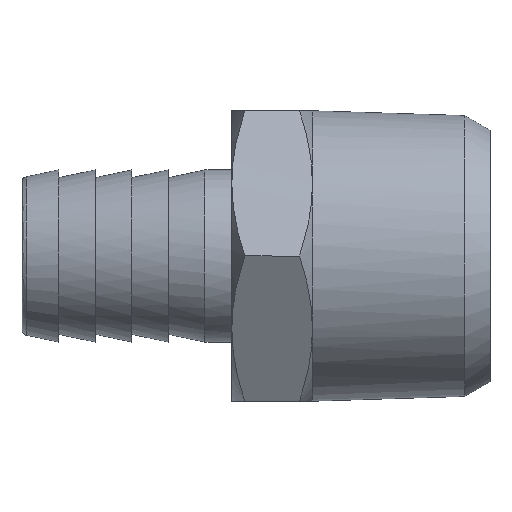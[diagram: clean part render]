
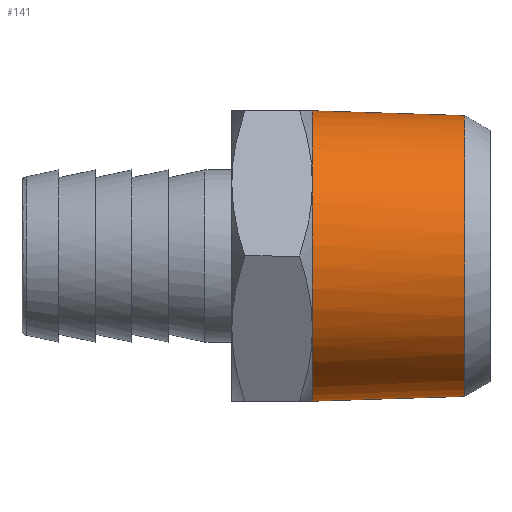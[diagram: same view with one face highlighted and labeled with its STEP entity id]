
A CAD part, left-side view. The second image highlights one B-rep face of the part: STEP entity #141.
In plain terms, the highlighted free-form (B-spline) face has degree [1, 3] with [2, 4] control points.
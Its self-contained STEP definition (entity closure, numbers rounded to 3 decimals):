
#62 = CARTESIAN_POINT ( 'NONE',  ( -9.221, 16.5, -11.029 ) ) ;
#78 = EDGE_CURVE ( 'NONE', #1723, #1641, #717, .T. ) ;
#84 = CARTESIAN_POINT ( 'NONE',  ( 0., 16.5, -13.496 ) ) ;
#124 = CARTESIAN_POINT ( 'NONE',  ( -26.1, 2.338, 13.05 ) ) ;
#130 = ORIENTED_EDGE ( 'NONE', *, *, #377, .F. ) ;
#141 = ADVANCED_FACE ( 'NONE', ( #873 ), #1018, .F. ) ;
#200 = ORIENTED_EDGE ( 'NONE', *, *, #1511, .T. ) ;
#340 = CARTESIAN_POINT ( 'NONE',  ( -26.1, 2.338, 13.05 ) ) ;
#348 =( BOUNDED_CURVE ( )  B_SPLINE_CURVE ( 3, ( #773, #2487, #557, #2063 ),
 .UNSPECIFIED., .F., .F. ) 
 B_SPLINE_CURVE_WITH_KNOTS ( ( 4, 4 ),
 ( -1.047, 0. ),
 .UNSPECIFIED. ) 
 CURVE ( )  GEOMETRIC_REPRESENTATION_ITEM ( )  RATIONAL_B_SPLINE_CURVE ( ( 1., 0.911, 0.911, 1. ) ) 
 REPRESENTATION_ITEM ( '' )  );
#377 = EDGE_CURVE ( 'NONE', #2574, #973, #348, .T. ) ;
#446 = ORIENTED_EDGE ( 'NONE', *, *, #1361, .F. ) ;
#457 = CARTESIAN_POINT ( 'NONE',  ( 0., 2.338, -13.05 ) ) ;
#486 = CARTESIAN_POINT ( 'NONE',  ( -11.688, 16.5, -6.748 ) ) ;
#551 = CARTESIAN_POINT ( 'NONE',  ( -26.985, 16.5, -13.493 ) ) ;
#557 = CARTESIAN_POINT ( 'NONE',  ( -4.941, 16.5, 13.5 ) ) ;
#559 = CARTESIAN_POINT ( 'NONE',  ( 0., 2.338, -13.05 ) ) ;
#590 = CARTESIAN_POINT ( 'NONE',  ( -11.688, 16.5, -6.748 ) ) ;
#691 = CARTESIAN_POINT ( 'NONE',  ( -11.688, 16.5, -6.748 ) ) ;
#712 = CARTESIAN_POINT ( 'NONE',  ( -4.941, 16.5, -13.5 ) ) ;
#717 =( BOUNDED_CURVE ( )  B_SPLINE_CURVE ( 3, ( #84, #712, #62, #486 ),
 .UNSPECIFIED., .F., .T. ) 
 B_SPLINE_CURVE_WITH_KNOTS ( ( 4, 4 ),
 ( -1.047, 0. ),
 .UNSPECIFIED. ) 
 CURVE ( )  GEOMETRIC_REPRESENTATION_ITEM ( )  RATIONAL_B_SPLINE_CURVE ( ( 1., 0.911, 0.911, 1. ) ) 
 REPRESENTATION_ITEM ( '' )  );
#763 = CARTESIAN_POINT ( 'NONE',  ( 0., 2.338, -13.05 ) ) ;
#773 = CARTESIAN_POINT ( 'NONE',  ( -11.688, 16.5, 6.748 ) ) ;
#859 = B_SPLINE_CURVE_WITH_KNOTS ( 'NONE', 1,
 ( #2015, #559 ),
 .UNSPECIFIED., .F., .F.,
 ( 2, 2 ),
 ( -1., 0. ),
 .UNSPECIFIED. ) ;
#873 = FACE_OUTER_BOUND ( 'NONE', #2784, .T. ) ;
#973 = VERTEX_POINT ( 'NONE', #2070 ) ;
#1013 = ORIENTED_EDGE ( 'NONE', *, *, #2657, .T. ) ;
#1018 =( BOUNDED_SURFACE ( )  B_SPLINE_SURFACE ( 1, 3, ( 
 ( #763, #1632, #124, #1865 ),
 ( #2090, #551, #1386, #1622 ) ),
 .UNSPECIFIED., .F., .F., .F. ) 
 B_SPLINE_SURFACE_WITH_KNOTS ( ( 2, 2 ),
 ( 4, 4 ),
 ( 0., 1. ),
 ( 0., 1. ),
 .UNSPECIFIED. ) 
 GEOMETRIC_REPRESENTATION_ITEM ( )  RATIONAL_B_SPLINE_SURFACE ( (
 ( 1., 0.333, 0.333, 1.),
 ( 1., 0.333, 0.333, 1.) ) ) 
 REPRESENTATION_ITEM ( '' )  SURFACE ( )  );
#1081 = VERTEX_POINT ( 'NONE', #457 ) ;
#1179 = CARTESIAN_POINT ( 'NONE',  ( -26.1, 2.338, -13.05 ) ) ;
#1276 = B_SPLINE_CURVE_WITH_KNOTS ( 'NONE', 1,
 ( #2649, #1306 ),
 .UNSPECIFIED., .F., .F.,
 ( 2, 2 ),
 ( -1., 0. ),
 .UNSPECIFIED. ) ;
#1306 = CARTESIAN_POINT ( 'NONE',  ( 0., 16.5, 13.496 ) ) ;
#1361 = EDGE_CURVE ( 'NONE', #1641, #2574, #1635, .T. ) ;
#1386 = CARTESIAN_POINT ( 'NONE',  ( -26.985, 16.5, 13.493 ) ) ;
#1405 = CARTESIAN_POINT ( 'NONE',  ( 0., 2.338, -13.05 ) ) ;
#1499 =( BOUNDED_CURVE ( )  B_SPLINE_CURVE ( 3, ( #1405, #1179, #340, #2325 ),
 .UNSPECIFIED., .F., .F. ) 
 B_SPLINE_CURVE_WITH_KNOTS ( ( 4, 4 ),
 ( -3.142, 0. ),
 .UNSPECIFIED. ) 
 CURVE ( )  GEOMETRIC_REPRESENTATION_ITEM ( )  RATIONAL_B_SPLINE_CURVE ( ( 1., 0.333, 0.333, 1. ) ) 
 REPRESENTATION_ITEM ( '' )  );
#1511 = EDGE_CURVE ( 'NONE', #1723, #1081, #859, .T. ) ;
#1622 = CARTESIAN_POINT ( 'NONE',  ( 0., 16.5, 13.493 ) ) ;
#1632 = CARTESIAN_POINT ( 'NONE',  ( -26.1, 2.338, -13.05 ) ) ;
#1635 =( BOUNDED_CURVE ( )  B_SPLINE_CURVE ( 3, ( #590, #2111, #2523, #2317 ),
 .UNSPECIFIED., .F., .F. ) 
 B_SPLINE_CURVE_WITH_KNOTS ( ( 4, 4 ),
 ( -1.047, 0. ),
 .UNSPECIFIED. ) 
 CURVE ( )  GEOMETRIC_REPRESENTATION_ITEM ( )  RATIONAL_B_SPLINE_CURVE ( ( 1., 0.911, 0.911, 1. ) ) 
 REPRESENTATION_ITEM ( '' )  );
#1641 = VERTEX_POINT ( 'NONE', #691 ) ;
#1654 = EDGE_CURVE ( 'NONE', #1932, #973, #1276, .T. ) ;
#1723 = VERTEX_POINT ( 'NONE', #2630 ) ;
#1853 = ORIENTED_EDGE ( 'NONE', *, *, #1654, .T. ) ;
#1865 = CARTESIAN_POINT ( 'NONE',  ( 0., 2.338, 13.05 ) ) ;
#1932 = VERTEX_POINT ( 'NONE', #2793 ) ;
#2015 = CARTESIAN_POINT ( 'NONE',  ( 0., 16.5, -13.496 ) ) ;
#2063 = CARTESIAN_POINT ( 'NONE',  ( 0., 16.5, 13.496 ) ) ;
#2070 = CARTESIAN_POINT ( 'NONE',  ( 0., 16.5, 13.496 ) ) ;
#2090 = CARTESIAN_POINT ( 'NONE',  ( 0., 16.5, -13.493 ) ) ;
#2111 = CARTESIAN_POINT ( 'NONE',  ( -14.162, 16.5, -2.471 ) ) ;
#2317 = CARTESIAN_POINT ( 'NONE',  ( -11.688, 16.5, 6.748 ) ) ;
#2325 = CARTESIAN_POINT ( 'NONE',  ( 0., 2.338, 13.05 ) ) ;
#2487 = CARTESIAN_POINT ( 'NONE',  ( -9.221, 16.5, 11.029 ) ) ;
#2523 = CARTESIAN_POINT ( 'NONE',  ( -14.162, 16.5, 2.471 ) ) ;
#2574 = VERTEX_POINT ( 'NONE', #2697 ) ;
#2610 = ORIENTED_EDGE ( 'NONE', *, *, #78, .F. ) ;
#2630 = CARTESIAN_POINT ( 'NONE',  ( 0., 16.5, -13.496 ) ) ;
#2649 = CARTESIAN_POINT ( 'NONE',  ( 0., 2.338, 13.05 ) ) ;
#2657 = EDGE_CURVE ( 'NONE', #1081, #1932, #1499, .T. ) ;
#2697 = CARTESIAN_POINT ( 'NONE',  ( -11.688, 16.5, 6.748 ) ) ;
#2784 = EDGE_LOOP ( 'NONE', ( #1013, #1853, #130, #446, #2610, #200 ) ) ;
#2793 = CARTESIAN_POINT ( 'NONE',  ( 0., 2.338, 13.05 ) ) ;
